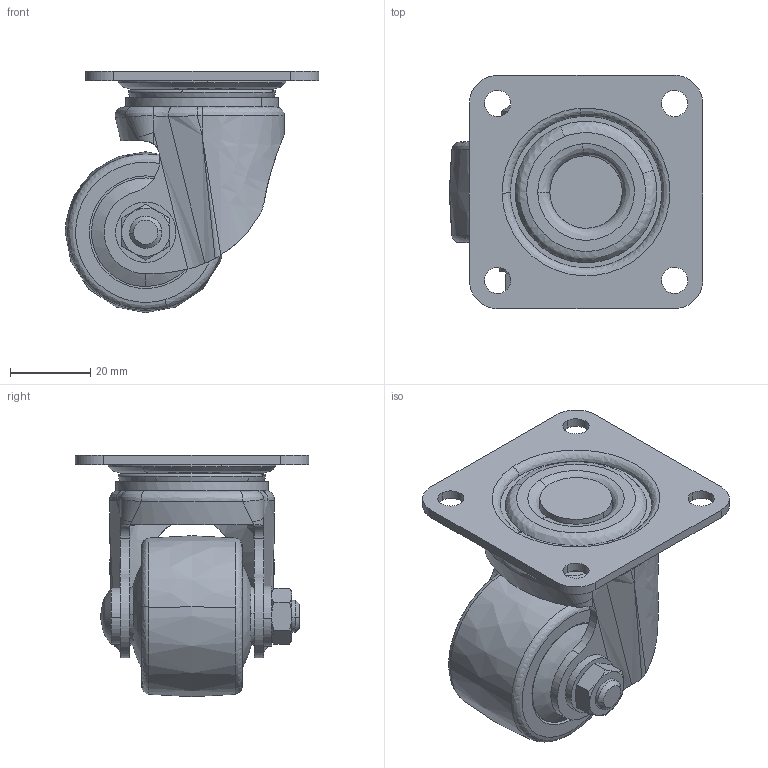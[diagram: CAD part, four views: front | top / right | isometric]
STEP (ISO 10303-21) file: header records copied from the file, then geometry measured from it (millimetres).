
FILE_DESCRIPTION((''),'2;1');
FILE_NAME('','2005-12-16T11:42:13',(''),(''),'','CADfix','');
FILE_SCHEMA(('AUTOMOTIVE_DESIGN'));
Length unit declared in the file: millimetre
Products named in the file (6): body; wheel; mounting plate; main shaft; axle; No_102HB2_EP_17540_36
Assembly tree (5 placements, depth 2):
  No_102HB2_EP_17540_36
    body
    wheel
    mounting plate
    main shaft
    axle
Bounding box: 63 x 58 x 60 mm (x, y, z)
Volume: 58461.5 mm3; surface area: 27279.1 mm2
Topology: 5 solids, 5 shells, 230 faces, 686 edges, 479 vertices
Faces by surface type: bspline 230
Entity records: 10510 total; most frequent: CARTESIAN_POINT 6734, ORIENTED_EDGE 1368, EDGE_CURVE 684, VERTEX_POINT 479, EDGE_LOOP 263, FACE_OUTER_BOUND 230, ADVANCED_FACE 230, QUASI_UNIFORM_CURVE 163
